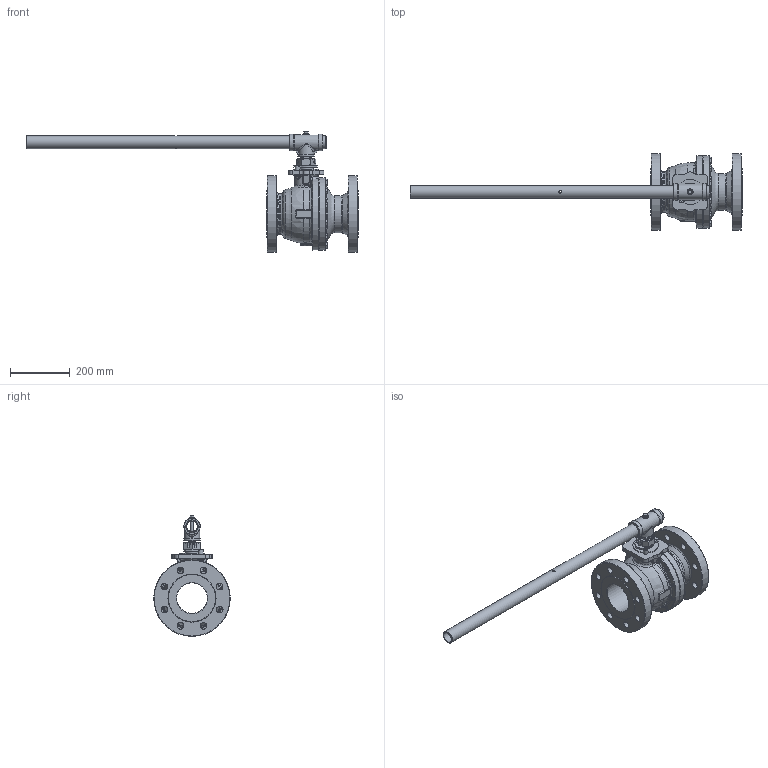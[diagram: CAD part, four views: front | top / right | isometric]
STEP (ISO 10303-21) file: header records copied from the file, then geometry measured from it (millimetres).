
FILE_DESCRIPTION(/* description */ (''),/* implementation_level */ '2;1');
FILE_NAME(/* name */ 'GA-F829-40-CL300-W-A-1.stp',/* time_stamp */ '2019-09-18T15:44:29+01:00',/* author */ ('jaday'),/* organization */ (''),/* preprocessor_version */ 'ST-DEVELOPER v16.1',/* originating_system */ 'Autodesk Inventor 2016',/* authorisation */ '');
FILE_SCHEMA (('AUTOMOTIVE_DESIGN { 1 0 10303 214 3 1 1 }'));
Length unit declared in the file: millimetre
Products named in the file (1): GA-F829-40-CL300-W-A-1
Bounding box: 1107.98 x 255 x 402.67 mm (x, y, z)
Volume: 7756347.3 mm3; surface area: 837901.9 mm2
Topology: 1 solids, 1 shells, 647 faces, 1627 edges, 1002 vertices
Faces by surface type: plane 227, cylinder 144, cone 116, bspline 100, torus 53, sphere 7
Full cylindrical faces by diameter (mm): 9 x2, 12 x12, 15.75 x1, 18 x1, 22.2 x16, 35.5 x1, 42.5 x2, 46.58 x1, 55 x3, 102 x1, 123.3 x1, 135 x1, 157.2 x2, 195.5 x1, 242.5 x1, 255 x2
Entity records: 22755 total; most frequent: CARTESIAN_POINT 8072, ORIENTED_EDGE 2994, DIRECTION 2714, EDGE_CURVE 1497, AXIS2_PLACEMENT_3D 1125, VERTEX_POINT 964, EDGE_LOOP 833, FACE_OUTER_BOUND 647
